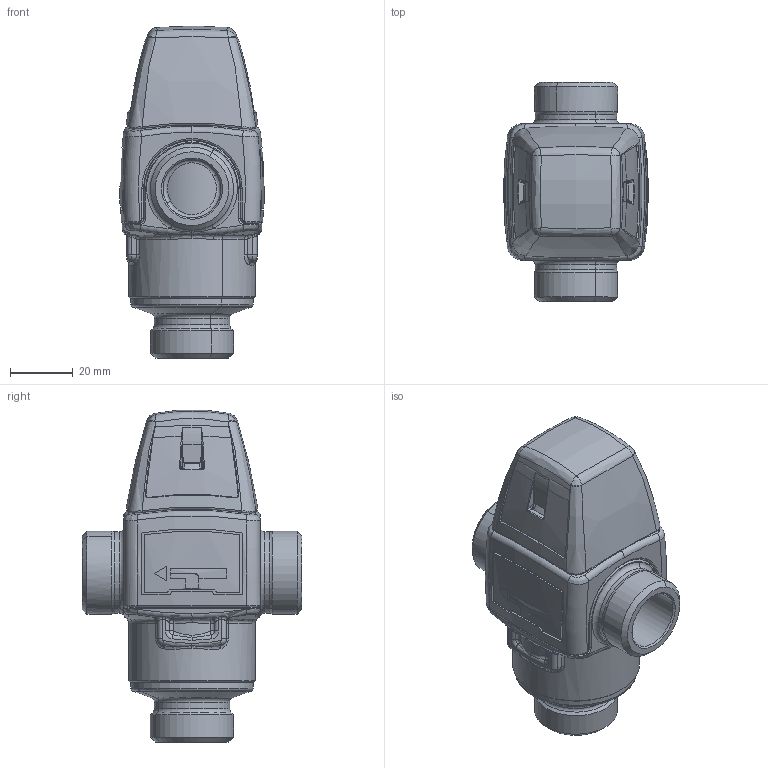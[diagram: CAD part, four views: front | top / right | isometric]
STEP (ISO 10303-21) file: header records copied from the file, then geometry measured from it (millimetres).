
FILE_DESCRIPTION(('CATIA V5 STEP'),'2;1');
FILE_NAME('VTA332 G3-4_31150700.stp','2010-02-11T11:46:54+00:00',('none'),('none'),'CATIA Version 5 Release 16 (IN-10)','CATIA V5 STEP AP214','none');
FILE_SCHEMA(('AUTOMOTIVE_DESIGN { 1 0 10303 214 1 1 1 1 }'));
Length unit declared in the file: millimetre
Products named in the file (1): 2594s3-31150700
Bounding box: 46.1 x 70 x 105.88 mm (x, y, z)
Volume: 100742 mm3; surface area: 54140.6 mm2
Topology: 8 solids, 8 shells, 2735 faces, 7215 edges, 4546 vertices
Faces by surface type: plane 1523, cylinder 412, bspline 362, torus 245, sphere 115, cone 66, revolution 12
Entity records: 106516 total; most frequent: CARTESIAN_POINT 49791, ORIENTED_EDGE 14324, DIRECTION 7270, EDGE_CURVE 7162, VERTEX_POINT 4546, B_SPLINE_CURVE_WITH_KNOTS 3922, AXIS2_PLACEMENT_3D 3078, EDGE_LOOP 2848
